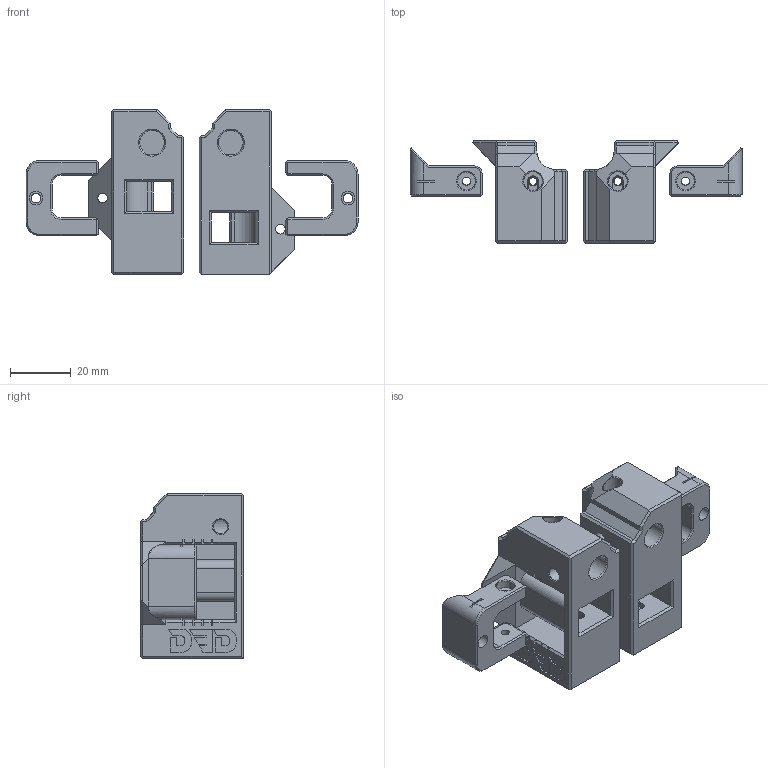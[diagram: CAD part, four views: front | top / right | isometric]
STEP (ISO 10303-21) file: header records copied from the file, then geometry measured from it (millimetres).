
FILE_DESCRIPTION(('HOOPS Exchange Step'),'2;1');
FILE_NAME('temp_export','2024-03-18T21:30:12+19:00',('DentedAF'),('Shapr3D Limited'),'HOOPS Exchange 2023.2','Shapr3D','Authorized');
FILE_SCHEMA( ('AUTOMOTIVE_DESIGN { 1 0 10303 214 1 1 1 1 }') );
Length unit declared in the file: millimetre
Products named in the file (1): root
Bounding box: 109.6 x 33.8 x 54.3 mm (x, y, z)
Volume: 60025.7 mm3; surface area: 27562.5 mm2
Topology: 4 solids, 4 shells, 562 faces, 1475 edges, 937 vertices
Faces by surface type: plane 401, cylinder 68, cone 65, bspline 20, torus 8
Full cylindrical faces by diameter (mm): 2.5 x2, 2.7 x4, 3.2 x4, 4.5 x2, 4.6 x8, 4.7 x2, 5.9 x2, 6.2 x2, 7 x2, 8.15 x2
Entity records: 21638 total; most frequent: CARTESIAN_POINT 7695, ORIENTED_EDGE 2950, DIRECTION 2750, EDGE_CURVE 1475, VECTOR 1136, LINE 1136, VERTEX_POINT 937, AXIS2_PLACEMENT_3D 807
